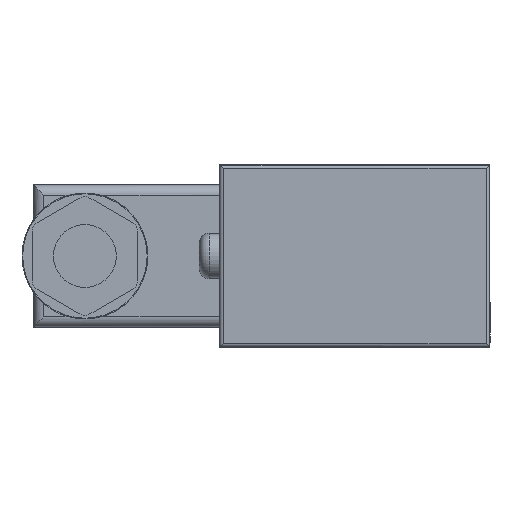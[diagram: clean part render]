
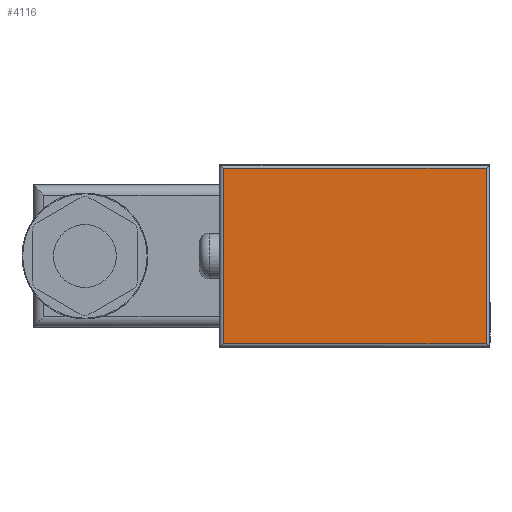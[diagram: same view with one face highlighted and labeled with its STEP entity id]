
A CAD part, left-side view. The second image highlights one B-rep face of the part: STEP entity #4116.
In plain terms, the highlighted planar face has unit normal (-1, 0, 0).
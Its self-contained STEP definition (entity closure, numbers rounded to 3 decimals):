
#143 = VECTOR ( 'NONE', #3979, 1000. ) ;
#464 = DIRECTION ( 'NONE',  ( 0., 0., -1. ) ) ;
#511 = LINE ( 'NONE', #4455, #1722 ) ;
#554 = CARTESIAN_POINT ( 'NONE',  ( -40., 19.439, -12.939 ) ) ;
#1130 = DIRECTION ( 'NONE',  ( -1., 0., 0. ) ) ;
#1324 = CARTESIAN_POINT ( 'NONE',  ( -40., -19.439, -12.939 ) ) ;
#1332 = CARTESIAN_POINT ( 'NONE',  ( -40., 19.935, 12.939 ) ) ;
#1636 = ORIENTED_EDGE ( 'NONE', *, *, #5112, .T. ) ;
#1722 = VECTOR ( 'NONE', #464, 1000. ) ;
#1957 = EDGE_CURVE ( 'NONE', #4779, #3028, #511, .T. ) ;
#2147 = CARTESIAN_POINT ( 'NONE',  ( -40., -19.439, 13.435 ) ) ;
#2199 = VECTOR ( 'NONE', #3182, 1000. ) ;
#2251 = LINE ( 'NONE', #1332, #143 ) ;
#2701 = CARTESIAN_POINT ( 'NONE',  ( -40., 19.439, 12.939 ) ) ;
#2906 = DIRECTION ( 'NONE',  ( 0., 0., 1. ) ) ;
#3025 = EDGE_CURVE ( 'NONE', #3028, #4690, #5715, .T. ) ;
#3028 = VERTEX_POINT ( 'NONE', #554 ) ;
#3182 = DIRECTION ( 'NONE',  ( 0., -1., 0. ) ) ;
#3231 = ORIENTED_EDGE ( 'NONE', *, *, #3025, .T. ) ;
#3585 = CARTESIAN_POINT ( 'NONE',  ( -40., -19.439, 12.939 ) ) ;
#3677 = VECTOR ( 'NONE', #5664, 1000. ) ;
#3752 = EDGE_CURVE ( 'NONE', #4690, #4423, #4972, .T. ) ;
#3979 = DIRECTION ( 'NONE',  ( 0., 1., 0. ) ) ;
#4116 = ADVANCED_FACE ( 'NONE', ( #5652 ), #4672, .T. ) ;
#4221 = EDGE_LOOP ( 'NONE', ( #4870, #1636, #5303, #3231 ) ) ;
#4423 = VERTEX_POINT ( 'NONE', #3585 ) ;
#4455 = CARTESIAN_POINT ( 'NONE',  ( -40., 19.439, -13.435 ) ) ;
#4672 = PLANE ( 'NONE',  #4954 ) ;
#4690 = VERTEX_POINT ( 'NONE', #1324 ) ;
#4779 = VERTEX_POINT ( 'NONE', #2701 ) ;
#4870 = ORIENTED_EDGE ( 'NONE', *, *, #3752, .T. ) ;
#4954 = AXIS2_PLACEMENT_3D ( 'NONE', #5121, #1130, #2906 ) ;
#4972 = LINE ( 'NONE', #2147, #3677 ) ;
#5112 = EDGE_CURVE ( 'NONE', #4423, #4779, #2251, .T. ) ;
#5121 = CARTESIAN_POINT ( 'NONE',  ( -40., 0., 0. ) ) ;
#5303 = ORIENTED_EDGE ( 'NONE', *, *, #1957, .T. ) ;
#5409 = CARTESIAN_POINT ( 'NONE',  ( -40., -19.935, -12.939 ) ) ;
#5652 = FACE_OUTER_BOUND ( 'NONE', #4221, .T. ) ;
#5664 = DIRECTION ( 'NONE',  ( 0., 0., 1. ) ) ;
#5715 = LINE ( 'NONE', #5409, #2199 ) ;
